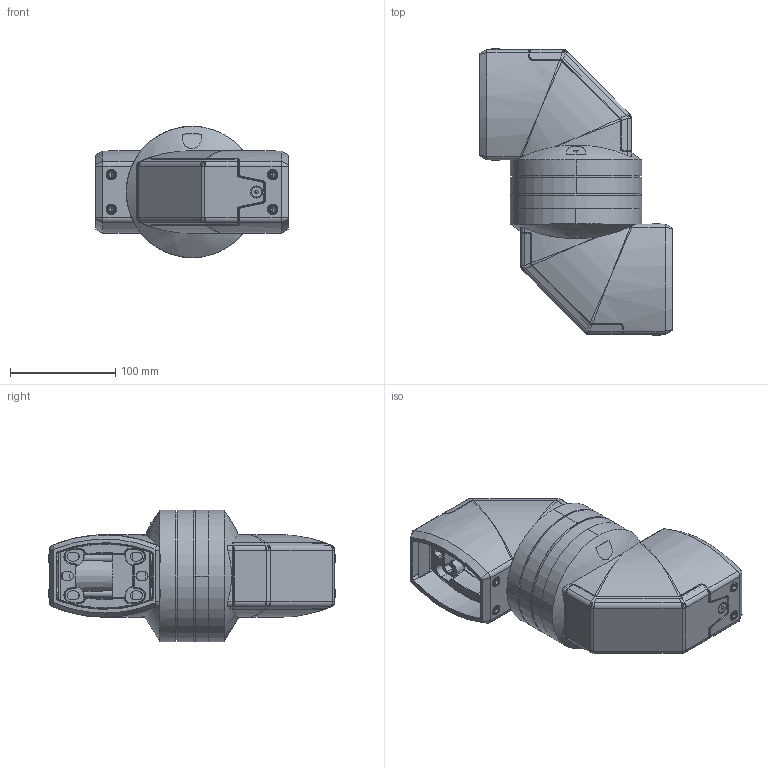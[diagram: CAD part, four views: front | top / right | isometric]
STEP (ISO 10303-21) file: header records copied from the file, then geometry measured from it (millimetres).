
FILE_DESCRIPTION (( 'STEP AP214' ), '1' );
FILE_NAME ('7595-7401-03-01.STEP', '2016-11-07T13:10:37', ( '' ), ( '' ), 'SwSTEP 2.0', 'SolidWorks 2014', '' );
FILE_SCHEMA (( 'AUTOMOTIVE_DESIGN' ));
Length unit declared in the file: millimetre
Products named in the file (1): 7595-7401-03-01
Bounding box: 183.64 x 273.14 x 125 mm (x, y, z)
Volume: 1216042.3 mm3; surface area: 400319.7 mm2
Topology: 56 solids, 56 shells, 2975 faces, 6757 edges, 3940 vertices
Faces by surface type: plane 942, cylinder 856, bspline 749, cone 428
Entity records: 136965 total; most frequent: CARTESIAN_POINT 55148, ORIENTED_EDGE 13336, DIRECTION 11272, EDGE_CURVE 6668, AXIS2_PLACEMENT_3D 4320, VERTEX_POINT 3940, EDGE_LOOP 3274, ADVANCED_FACE 2975
